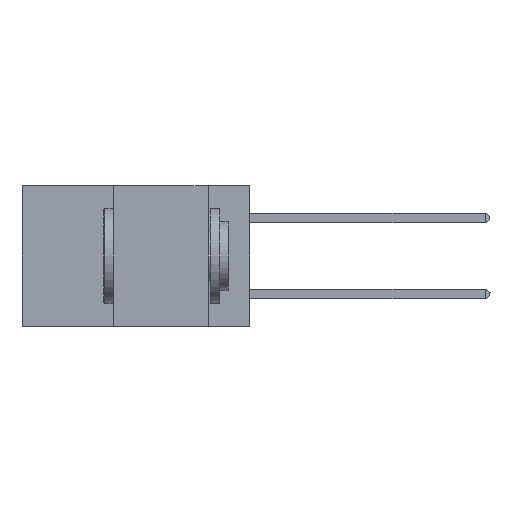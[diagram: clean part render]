
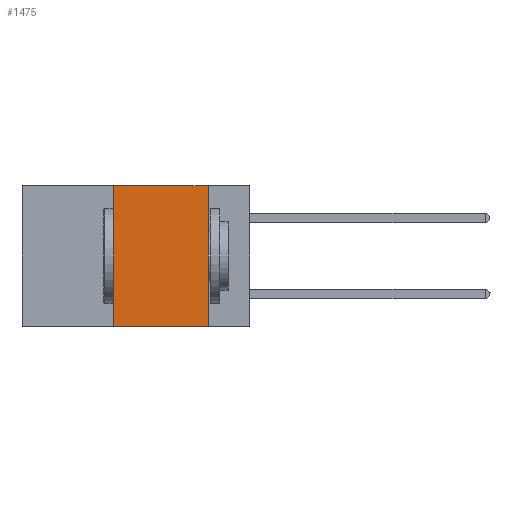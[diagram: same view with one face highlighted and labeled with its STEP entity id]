
A CAD part, left-side view. The second image highlights one B-rep face of the part: STEP entity #1475.
In plain terms, the highlighted planar face has unit normal (-1, 0, 0).
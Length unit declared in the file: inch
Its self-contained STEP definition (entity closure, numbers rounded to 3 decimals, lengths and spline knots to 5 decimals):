
#150 = EDGE_LOOP ( 'NONE', ( #9325, #41912, #24274, #15927 ) ) ;
#1475 = ADVANCED_FACE ( 'NONE', ( #7199 ), #7170, .F. ) ;
#7170 = PLANE ( 'NONE',  #35432 ) ;
#7199 = FACE_OUTER_BOUND ( 'NONE', #150, .T. ) ;
#7470 = VECTOR ( 'NONE', #12037, 39.37008 ) ;
#7558 = CARTESIAN_POINT ( 'NONE',  ( 0., 0.6, 0. ) ) ;
#9325 = ORIENTED_EDGE ( 'NONE', *, *, #19213, .F. ) ;
#11672 = DIRECTION ( 'NONE',  ( 0., -1., 0. ) ) ;
#12037 = DIRECTION ( 'NONE',  ( 0., 0., 1. ) ) ;
#12384 = VERTEX_POINT ( 'NONE', #16461 ) ;
#13047 = LINE ( 'NONE', #7558, #39015 ) ;
#14086 = DIRECTION ( 'NONE',  ( 0., 0., -1. ) ) ;
#15792 = LINE ( 'NONE', #39111, #24812 ) ;
#15927 = ORIENTED_EDGE ( 'NONE', *, *, #16095, .T. ) ;
#16095 = EDGE_CURVE ( 'NONE', #22769, #29657, #28912, .T. ) ;
#16461 = CARTESIAN_POINT ( 'NONE',  ( 0., 0.11, 0. ) ) ;
#16601 = LINE ( 'NONE', #25580, #7470 ) ;
#18821 = DIRECTION ( 'NONE',  ( 0., 0., -1. ) ) ;
#19213 = EDGE_CURVE ( 'NONE', #12384, #29657, #15792, .T. ) ;
#22769 = VERTEX_POINT ( 'NONE', #30318 ) ;
#24274 = ORIENTED_EDGE ( 'NONE', *, *, #32241, .F. ) ;
#24498 = CARTESIAN_POINT ( 'NONE',  ( 0., 0.36, 0. ) ) ;
#24533 = EDGE_CURVE ( 'NONE', #40066, #12384, #13047, .T. ) ;
#24812 = VECTOR ( 'NONE', #18821, 39.37008 ) ;
#25580 = CARTESIAN_POINT ( 'NONE',  ( 0., 0.36, 0. ) ) ;
#27586 = CARTESIAN_POINT ( 'NONE',  ( 0., 0.6, 0. ) ) ;
#27961 = DIRECTION ( 'NONE',  ( 0., -1., 0. ) ) ;
#28912 = LINE ( 'NONE', #42201, #36880 ) ;
#29657 = VERTEX_POINT ( 'NONE', #42613 ) ;
#30318 = CARTESIAN_POINT ( 'NONE',  ( 0., 0.36, -0.37 ) ) ;
#32241 = EDGE_CURVE ( 'NONE', #22769, #40066, #16601, .T. ) ;
#34367 = DIRECTION ( 'NONE',  ( 1., 0., 0. ) ) ;
#35432 = AXIS2_PLACEMENT_3D ( 'NONE', #27586, #34367, #14086 ) ;
#36880 = VECTOR ( 'NONE', #11672, 39.37008 ) ;
#39015 = VECTOR ( 'NONE', #27961, 39.37008 ) ;
#39111 = CARTESIAN_POINT ( 'NONE',  ( 0., 0.11, 0. ) ) ;
#40066 = VERTEX_POINT ( 'NONE', #24498 ) ;
#41912 = ORIENTED_EDGE ( 'NONE', *, *, #24533, .F. ) ;
#42201 = CARTESIAN_POINT ( 'NONE',  ( 0., 0.6, -0.37 ) ) ;
#42613 = CARTESIAN_POINT ( 'NONE',  ( 0., 0.11, -0.37 ) ) ;
